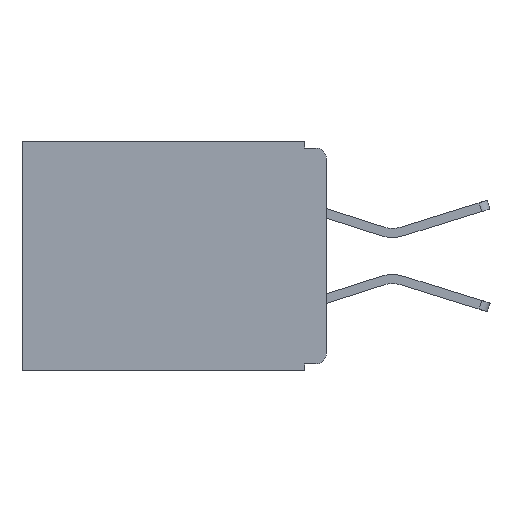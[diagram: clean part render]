
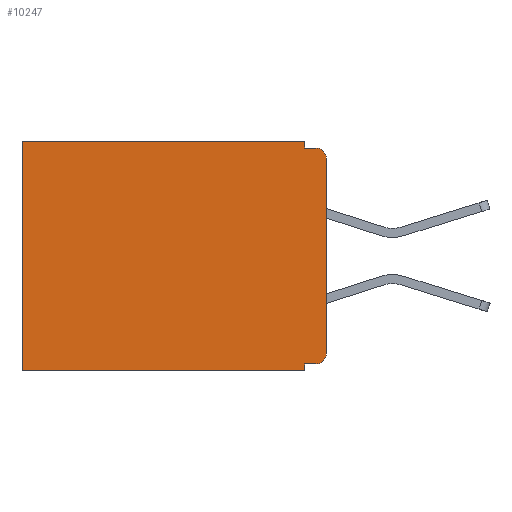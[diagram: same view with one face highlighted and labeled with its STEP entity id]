
A CAD part, left-side view. The second image highlights one B-rep face of the part: STEP entity #10247.
In plain terms, the highlighted planar face has unit normal (-1, 0, 0).
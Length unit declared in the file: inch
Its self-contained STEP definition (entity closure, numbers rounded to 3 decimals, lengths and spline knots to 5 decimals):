
#18 = ORIENTED_EDGE ( 'NONE', *, *, #3497, .F. ) ;
#36 = ORIENTED_EDGE ( 'NONE', *, *, #7056, .T. ) ;
#47 = VERTEX_POINT ( 'NONE', #6982 ) ;
#515 = CARTESIAN_POINT ( 'NONE',  ( 0.3, 0., -0.01 ) ) ;
#528 = PLANE ( 'NONE',  #8172 ) ;
#568 = CARTESIAN_POINT ( 'NONE',  ( 0.3, 0.437, -0.33 ) ) ;
#612 = VERTEX_POINT ( 'NONE', #7213 ) ;
#677 = LINE ( 'NONE', #6581, #2161 ) ;
#962 = ORIENTED_EDGE ( 'NONE', *, *, #5996, .F. ) ;
#1050 = DIRECTION ( 'NONE',  ( -1., 0., 0. ) ) ;
#1248 = ORIENTED_EDGE ( 'NONE', *, *, #7368, .T. ) ;
#1290 = CARTESIAN_POINT ( 'NONE',  ( 0.3, 0.031, 0. ) ) ;
#1367 = VERTEX_POINT ( 'NONE', #7029 ) ;
#1405 = DIRECTION ( 'NONE',  ( 0., 0., -1. ) ) ;
#1436 = VERTEX_POINT ( 'NONE', #10671 ) ;
#1563 = EDGE_CURVE ( 'NONE', #612, #1367, #4440, .T. ) ;
#1636 = VERTEX_POINT ( 'NONE', #568 ) ;
#1649 = DIRECTION ( 'NONE',  ( 0., 0., -1. ) ) ;
#1811 = CARTESIAN_POINT ( 'NONE',  ( 0.3, 0., -0.33 ) ) ;
#2100 = CIRCLE ( 'NONE', #8037, 0.015 ) ;
#2130 = LINE ( 'NONE', #1811, #6430 ) ;
#2161 = VECTOR ( 'NONE', #2524, 39.37008 ) ;
#2325 = VERTEX_POINT ( 'NONE', #2450 ) ;
#2349 = EDGE_CURVE ( 'NONE', #1436, #1636, #677, .T. ) ;
#2374 = DIRECTION ( 'NONE',  ( 0., 1., 0. ) ) ;
#2429 = ORIENTED_EDGE ( 'NONE', *, *, #2349, .F. ) ;
#2450 = CARTESIAN_POINT ( 'NONE',  ( 0.3, 0.015, -0.32 ) ) ;
#2459 = VECTOR ( 'NONE', #10307, 39.37008 ) ;
#2524 = DIRECTION ( 'NONE',  ( 0., 1., 0. ) ) ;
#2533 = LINE ( 'NONE', #10749, #6572 ) ;
#2623 = VERTEX_POINT ( 'NONE', #3076 ) ;
#2747 = EDGE_CURVE ( 'NONE', #47, #1436, #10049, .T. ) ;
#2968 = CIRCLE ( 'NONE', #5406, 0.015 ) ;
#3076 = CARTESIAN_POINT ( 'NONE',  ( 0.3, 0.437, 0. ) ) ;
#3259 = ORIENTED_EDGE ( 'NONE', *, *, #4793, .F. ) ;
#3497 = EDGE_CURVE ( 'NONE', #7562, #7236, #2130, .T. ) ;
#3628 = CARTESIAN_POINT ( 'NONE',  ( 0.3, 0.015, -0.01 ) ) ;
#3672 = EDGE_CURVE ( 'NONE', #2623, #1636, #2533, .T. ) ;
#4169 = DIRECTION ( 'NONE',  ( 0., 1., 0. ) ) ;
#4215 = CARTESIAN_POINT ( 'NONE',  ( 0.3, 0., -0.305 ) ) ;
#4440 = LINE ( 'NONE', #1290, #2459 ) ;
#4547 = ORIENTED_EDGE ( 'NONE', *, *, #1563, .F. ) ;
#4793 = EDGE_CURVE ( 'NONE', #1367, #9335, #10373, .T. ) ;
#5300 = CARTESIAN_POINT ( 'NONE',  ( 0.3, 0., -0.32 ) ) ;
#5332 = DIRECTION ( 'NONE',  ( 0., 0., -1. ) ) ;
#5406 = AXIS2_PLACEMENT_3D ( 'NONE', #6193, #1050, #7066 ) ;
#5490 = ORIENTED_EDGE ( 'NONE', *, *, #9272, .T. ) ;
#5598 = LINE ( 'NONE', #7594, #7633 ) ;
#5996 = EDGE_CURVE ( 'NONE', #2325, #47, #9638, .T. ) ;
#6193 = CARTESIAN_POINT ( 'NONE',  ( 0.3, 0.015, -0.305 ) ) ;
#6288 = CARTESIAN_POINT ( 'NONE',  ( 0.3, 0.031, -0.33 ) ) ;
#6348 = DIRECTION ( 'NONE',  ( 0., -1., 0. ) ) ;
#6360 = FACE_OUTER_BOUND ( 'NONE', #8888, .T. ) ;
#6430 = VECTOR ( 'NONE', #1649, 39.37008 ) ;
#6554 = DIRECTION ( 'NONE',  ( 1., 0., 0. ) ) ;
#6572 = VECTOR ( 'NONE', #5332, 39.37008 ) ;
#6581 = CARTESIAN_POINT ( 'NONE',  ( 0.3, 0., -0.33 ) ) ;
#6794 = DIRECTION ( 'NONE',  ( 0., 0., -1. ) ) ;
#6982 = CARTESIAN_POINT ( 'NONE',  ( 0.3, 0.031, -0.32 ) ) ;
#7029 = CARTESIAN_POINT ( 'NONE',  ( 0.3, 0.031, -0.01 ) ) ;
#7039 = CARTESIAN_POINT ( 'NONE',  ( 0.3, 0., -0.025 ) ) ;
#7056 = EDGE_CURVE ( 'NONE', #612, #2623, #5598, .T. ) ;
#7066 = DIRECTION ( 'NONE',  ( 0., 0., -1. ) ) ;
#7074 = DIRECTION ( 'NONE',  ( -1., 0., 0. ) ) ;
#7213 = CARTESIAN_POINT ( 'NONE',  ( 0.3, 0.031, 0. ) ) ;
#7230 = VECTOR ( 'NONE', #4169, 39.37008 ) ;
#7236 = VERTEX_POINT ( 'NONE', #4215 ) ;
#7368 = EDGE_CURVE ( 'NONE', #7562, #9335, #2100, .T. ) ;
#7562 = VERTEX_POINT ( 'NONE', #7039 ) ;
#7594 = CARTESIAN_POINT ( 'NONE',  ( 0.3, 0., 0. ) ) ;
#7633 = VECTOR ( 'NONE', #2374, 39.37008 ) ;
#7924 = VECTOR ( 'NONE', #6794, 39.37008 ) ;
#8037 = AXIS2_PLACEMENT_3D ( 'NONE', #8764, #7074, #9130 ) ;
#8172 = AXIS2_PLACEMENT_3D ( 'NONE', #10577, #6554, #1405 ) ;
#8249 = VECTOR ( 'NONE', #6348, 39.37008 ) ;
#8764 = CARTESIAN_POINT ( 'NONE',  ( 0.3, 0.015, -0.025 ) ) ;
#8888 = EDGE_LOOP ( 'NONE', ( #18, #1248, #3259, #4547, #36, #10792, #2429, #9173, #962, #5490 ) ) ;
#9130 = DIRECTION ( 'NONE',  ( 0., 0., -1. ) ) ;
#9173 = ORIENTED_EDGE ( 'NONE', *, *, #2747, .F. ) ;
#9272 = EDGE_CURVE ( 'NONE', #2325, #7236, #2968, .T. ) ;
#9335 = VERTEX_POINT ( 'NONE', #3628 ) ;
#9638 = LINE ( 'NONE', #5300, #7230 ) ;
#10049 = LINE ( 'NONE', #6288, #7924 ) ;
#10247 = ADVANCED_FACE ( 'NONE', ( #6360 ), #528, .F. ) ;
#10307 = DIRECTION ( 'NONE',  ( 0., 0., -1. ) ) ;
#10373 = LINE ( 'NONE', #515, #8249 ) ;
#10577 = CARTESIAN_POINT ( 'NONE',  ( 0.3, 0., -0.33 ) ) ;
#10671 = CARTESIAN_POINT ( 'NONE',  ( 0.3, 0.031, -0.33 ) ) ;
#10749 = CARTESIAN_POINT ( 'NONE',  ( 0.3, 0.437, -0.33 ) ) ;
#10792 = ORIENTED_EDGE ( 'NONE', *, *, #3672, .T. ) ;
